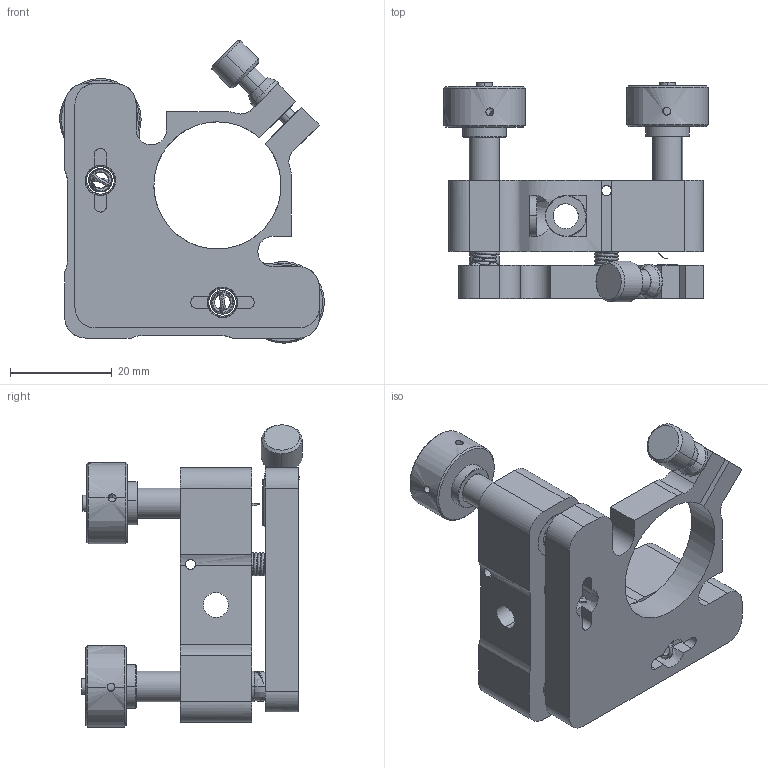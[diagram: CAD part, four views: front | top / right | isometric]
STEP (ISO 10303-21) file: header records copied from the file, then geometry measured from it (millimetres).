
FILE_DESCRIPTION(/* description */ (''),/* implementation_level */ '2;1');
FILE_NAME(/* name */ 'MMM-RB',/* time_stamp */ '2021-08-20T18:38:07+03:00',/* author */ (''),/* organization */ (''),/* preprocessor_version */ 'ST-DEVELOPER v15',/* originating_system */ '',/* authorisation */ '');
FILE_SCHEMA (('AUTOMOTIVE_DESIGN'));
Length unit declared in the file: millimetre
Products named in the file (11): Document; МММ-R; МММ-R_Substitute_1; Block 01; Block 02; Block 03; Block 04; Block 05; Block 06; Block 07
Assembly tree (10 placements, depth 5):
  Document
    Document
      МММ-R
        МММ-R_Substitute_1
          Block 01
          Block 02
          Block 03
          Block 04
          Block 05
          Block 06
          Block 07
Bounding box: 52 x 43.28 x 59.41 mm (x, y, z)
Volume: 12322.7 mm3; surface area: 20330.3 mm2
Topology: 24 solids, 54 shells, 815 faces, 2329 edges, 1539 vertices
Faces by surface type: bspline 815
Entity records: 103278 total; most frequent: CARTESIAN_POINT 74596, B_SPLINE_CURVE_WITH_KNOTS 5401, ORIENTED_EDGE 4380, PCURVE 4380, DEFINITIONAL_REPRESENTATION 4380, SURFACE_CURVE 2303, EDGE_CURVE 2303, VERTEX_POINT 1536
